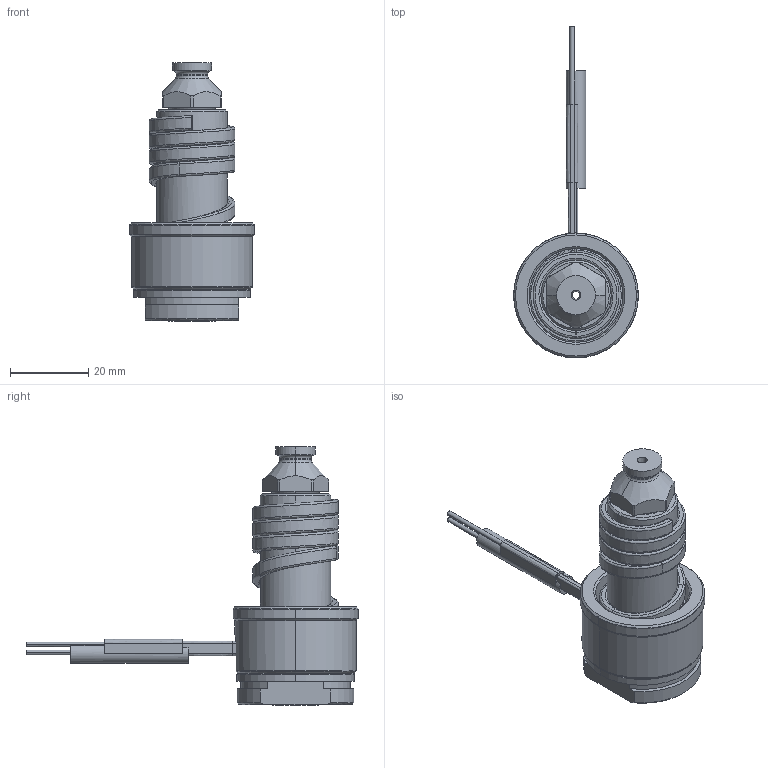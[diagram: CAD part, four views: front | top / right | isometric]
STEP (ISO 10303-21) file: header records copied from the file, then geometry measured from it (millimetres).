
FILE_DESCRIPTION((''),'2;1');
FILE_NAME('SM-66-APO-N','2014-02-13T',('Íàòàëüÿ'),('IMID'),'PRO/ENGINEER BY PARAMETRIC TECHNOLOGY CORPORATION, 2010480','PRO/ENGINEER BY PARAMETRIC TECHNOLOGY CORPORATION, 2010480','');
FILE_SCHEMA(('CONFIG_CONTROL_DESIGN'));
Length unit declared in the file: millimetre
Products named in the file (1): SM-66-APO-N
Bounding box: 32 x 85 x 66.2 mm (x, y, z)
Volume: 25424.6 mm3; surface area: 15165 mm2
Topology: 1 solids, 8 shells, 287 faces, 736 edges, 439 vertices
Faces by surface type: cylinder 99, bspline 51, cone 48, plane 46, torus 26, revolution 9, extrusion 6, sphere 2
Entity records: 14337 total; most frequent: CARTESIAN_POINT 7680, ORIENTED_EDGE 1432, DIRECTION 1302, EDGE_CURVE 728, AXIS2_PLACEMENT_3D 521, VERTEX_POINT 439, EDGE_LOOP 307, CIRCLE 299
